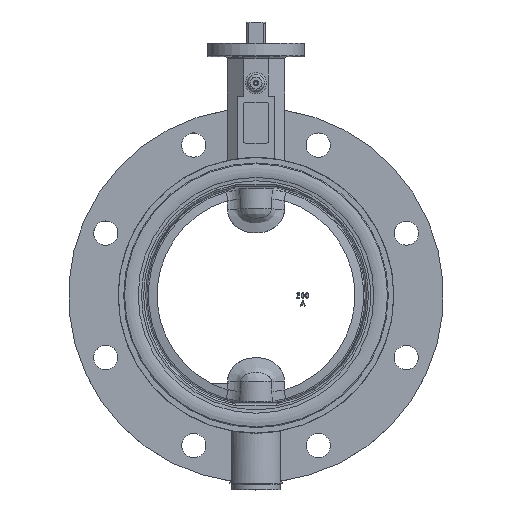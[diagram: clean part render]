
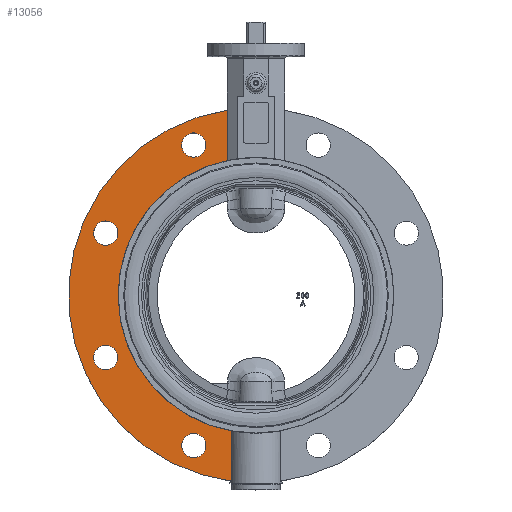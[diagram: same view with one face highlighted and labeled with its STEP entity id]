
A CAD part, top view. The second image highlights one B-rep face of the part: STEP entity #13056.
In plain terms, the highlighted planar face has unit normal (0, 0, 1).
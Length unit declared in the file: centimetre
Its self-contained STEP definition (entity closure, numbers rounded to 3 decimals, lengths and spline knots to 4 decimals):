
#354=FACE_BOUND('',#3128,.T.);
#355=FACE_BOUND('',#3129,.T.);
#356=FACE_BOUND('',#3130,.T.);
#357=FACE_BOUND('',#3131,.T.);
#611=PLANE('',#14044);
#2178=FACE_OUTER_BOUND('',#3127,.T.);
#3127=EDGE_LOOP('',(#11069,#11070,#11071,#11072));
#3128=EDGE_LOOP('',(#11073));
#3129=EDGE_LOOP('',(#11074));
#3130=EDGE_LOOP('',(#11075));
#3131=EDGE_LOOP('',(#11076));
#3454=LINE('',#22538,#4125);
#3473=LINE('',#22611,#4144);
#4125=VECTOR('',#15632,4.5513);
#4144=VECTOR('',#15689,4.5717);
#4934=CIRCLE('',#13851,12.5);
#4964=CIRCLE('',#14011,1.1);
#4966=CIRCLE('',#14014,1.1);
#4968=CIRCLE('',#14017,1.1);
#4970=CIRCLE('',#14020,1.1);
#4976=CIRCLE('',#14045,17.);
#5628=VERTEX_POINT('',#22510);
#5629=VERTEX_POINT('',#22537);
#5648=VERTEX_POINT('',#22608);
#5649=VERTEX_POINT('',#22610);
#6069=VERTEX_POINT('',#25318);
#6071=VERTEX_POINT('',#25323);
#6073=VERTEX_POINT('',#25328);
#6075=VERTEX_POINT('',#25333);
#7089=EDGE_CURVE('',#5629,#5628,#3454,.T.);
#7118=EDGE_CURVE('',#5649,#5648,#3473,.T.);
#7181=EDGE_CURVE('',#5649,#5628,#4934,.T.);
#7745=EDGE_CURVE('',#6069,#6069,#4964,.T.);
#7747=EDGE_CURVE('',#6071,#6071,#4966,.T.);
#7749=EDGE_CURVE('',#6073,#6073,#4968,.T.);
#7751=EDGE_CURVE('',#6075,#6075,#4970,.T.);
#7772=EDGE_CURVE('',#5629,#5648,#4976,.T.);
#11069=ORIENTED_EDGE('',*,*,#7089,.T.);
#11070=ORIENTED_EDGE('',*,*,#7181,.F.);
#11071=ORIENTED_EDGE('',*,*,#7118,.T.);
#11072=ORIENTED_EDGE('',*,*,#7772,.F.);
#11073=ORIENTED_EDGE('',*,*,#7745,.T.);
#11074=ORIENTED_EDGE('',*,*,#7747,.T.);
#11075=ORIENTED_EDGE('',*,*,#7749,.T.);
#11076=ORIENTED_EDGE('',*,*,#7751,.T.);
#13056=ADVANCED_FACE('',(#2178,#354,#355,#356,#357),#611,.F.);
#13851=AXIS2_PLACEMENT_3D('',#22738,#15803,#15804);
#14011=AXIS2_PLACEMENT_3D('',#25319,#16479,#16480);
#14014=AXIS2_PLACEMENT_3D('',#25324,#16485,#16486);
#14017=AXIS2_PLACEMENT_3D('',#25329,#16491,#16492);
#14020=AXIS2_PLACEMENT_3D('',#25334,#16497,#16498);
#14044=AXIS2_PLACEMENT_3D('',#25380,#16558,#16559);
#14045=AXIS2_PLACEMENT_3D('',#25381,#16560,#16561);
#15632=DIRECTION('',(0.,1.,0.));
#15689=DIRECTION('',(0.,1.,0.));
#15803=DIRECTION('center_axis',(0.,0.,1.));
#15804=DIRECTION('ref_axis',(-1.,0.,0.));
#16479=DIRECTION('center_axis',(0.,0.,-1.));
#16480=DIRECTION('ref_axis',(1.,0.,0.));
#16485=DIRECTION('center_axis',(0.,0.,-1.));
#16486=DIRECTION('ref_axis',(0.707,-0.707,0.));
#16491=DIRECTION('center_axis',(0.,0.,-1.));
#16492=DIRECTION('ref_axis',(0.,-1.,0.));
#16497=DIRECTION('center_axis',(0.,0.,-1.));
#16498=DIRECTION('ref_axis',(-0.707,-0.707,0.));
#16558=DIRECTION('center_axis',(0.,0.,-1.));
#16559=DIRECTION('ref_axis',(-1.,0.,0.));
#16560=DIRECTION('center_axis',(0.,0.,-1.));
#16561=DIRECTION('ref_axis',(-1.,0.,0.));
#22510=CARTESIAN_POINT('',(-2.1817,-12.3081,1.));
#22537=CARTESIAN_POINT('',(-2.1817,-16.8594,1.));
#22538=CARTESIAN_POINT('',(-2.1817,-17.2,1.));
#22608=CARTESIAN_POINT('',(-2.5707,16.8045,1.));
#22610=CARTESIAN_POINT('',(-2.5707,12.2328,1.));
#22611=CARTESIAN_POINT('',(-2.5707,11.5,1.));
#22738=CARTESIAN_POINT('Origin',(0.,0.,1.));
#25318=CARTESIAN_POINT('',(-6.7446,-13.6272,1.));
#25319=CARTESIAN_POINT('Origin',(-5.6446,-13.6272,1.));
#25323=CARTESIAN_POINT('',(-14.405,-4.8668,1.));
#25324=CARTESIAN_POINT('Origin',(-13.6272,-5.6446,1.));
#25328=CARTESIAN_POINT('',(-13.6272,6.7446,1.));
#25329=CARTESIAN_POINT('Origin',(-13.6272,5.6446,1.));
#25333=CARTESIAN_POINT('',(-4.8668,14.405,1.));
#25334=CARTESIAN_POINT('Origin',(-5.6446,13.6272,1.));
#25380=CARTESIAN_POINT('Origin',(0.,0.,1.));
#25381=CARTESIAN_POINT('Origin',(0.,0.,1.));
